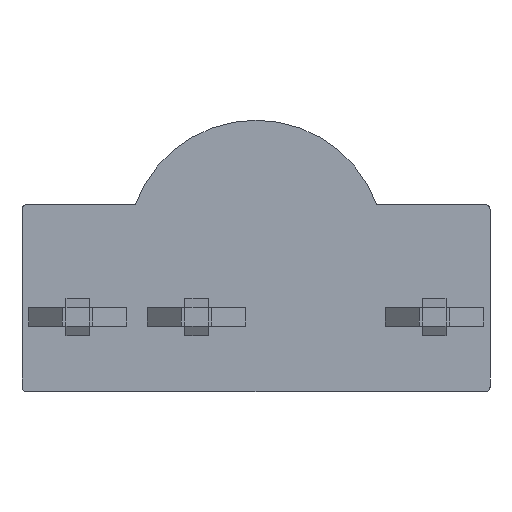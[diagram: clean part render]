
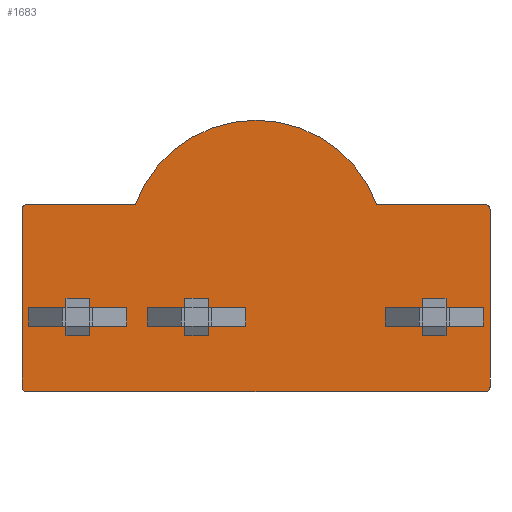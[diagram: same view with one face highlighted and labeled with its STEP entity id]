
A CAD part, front view. The second image highlights one B-rep face of the part: STEP entity #1683.
In plain terms, the highlighted planar face has unit normal (0, -1, 0).
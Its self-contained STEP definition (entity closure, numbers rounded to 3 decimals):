
#60 = DIRECTION ( 'NONE',  ( 0., 0., 1. ) ) ;
#80 = DIRECTION ( 'NONE',  ( 0., -1., 0. ) ) ;
#85 = VERTEX_POINT ( 'NONE', #484 ) ;
#102 = ORIENTED_EDGE ( 'NONE', *, *, #1159, .T. ) ;
#111 = CARTESIAN_POINT ( 'NONE',  ( -5., 18.2, 2.4 ) ) ;
#113 = ORIENTED_EDGE ( 'NONE', *, *, #722, .F. ) ;
#121 = CIRCLE ( 'NONE', #1623, 0.1 ) ;
#145 = CARTESIAN_POINT ( 'NONE',  ( -5., 18.2, 2.4 ) ) ;
#181 = CARTESIAN_POINT ( 'NONE',  ( -5., 18.2, 2.3 ) ) ;
#192 = CARTESIAN_POINT ( 'NONE',  ( 5., 18.2, 2.4 ) ) ;
#352 = LINE ( 'NONE', #760, #1872 ) ;
#354 = DIRECTION ( 'NONE',  ( 0., 0., -1. ) ) ;
#399 = VERTEX_POINT ( 'NONE', #181 ) ;
#456 = ORIENTED_EDGE ( 'NONE', *, *, #690, .F. ) ;
#457 = LINE ( 'NONE', #192, #2062 ) ;
#484 = CARTESIAN_POINT ( 'NONE',  ( -5., 18.2, -1.5 ) ) ;
#510 = ORIENTED_EDGE ( 'NONE', *, *, #2175, .T. ) ;
#541 = DIRECTION ( 'NONE',  ( 0., -1., 0. ) ) ;
#568 = EDGE_LOOP ( 'NONE', ( #456, #102, #113, #2084, #2046, #510, #1237, #1301, #1533, #1557 ) ) ;
#574 = AXIS2_PLACEMENT_3D ( 'NONE', #2453, #1360, #2266 ) ;
#632 = CARTESIAN_POINT ( 'NONE',  ( 4.9, 18.2, -1.5 ) ) ;
#634 = EDGE_CURVE ( 'NONE', #694, #399, #2198, .T. ) ;
#646 = VERTEX_POINT ( 'NONE', #2631 ) ;
#690 = EDGE_CURVE ( 'NONE', #929, #646, #1391, .T. ) ;
#693 = AXIS2_PLACEMENT_3D ( 'NONE', #111, #2480, #1806 ) ;
#694 = VERTEX_POINT ( 'NONE', #1365 ) ;
#696 = DIRECTION ( 'NONE',  ( 0., 0., 1. ) ) ;
#722 = EDGE_CURVE ( 'NONE', #694, #1950, #1887, .T. ) ;
#731 = CARTESIAN_POINT ( 'NONE',  ( -5., 18.2, 2.4 ) ) ;
#742 = CARTESIAN_POINT ( 'NONE',  ( 5., 18.2, -1.5 ) ) ;
#760 = CARTESIAN_POINT ( 'NONE',  ( -5., 18.2, 2.4 ) ) ;
#818 = VECTOR ( 'NONE', #1202, 1000. ) ;
#848 = EDGE_CURVE ( 'NONE', #2591, #1425, #2280, .T. ) ;
#866 = AXIS2_PLACEMENT_3D ( 'NONE', #1183, #541, #2494 ) ;
#917 = EDGE_CURVE ( 'NONE', #1425, #2103, #2542, .T. ) ;
#929 = VERTEX_POINT ( 'NONE', #1695 ) ;
#991 = DIRECTION ( 'NONE',  ( 1., 0., 0. ) ) ;
#992 = VECTOR ( 'NONE', #991, 1000. ) ;
#1038 = CIRCLE ( 'NONE', #574, 0.1 ) ;
#1135 = CARTESIAN_POINT ( 'NONE',  ( 4.9, 18.2, 2.3 ) ) ;
#1159 = EDGE_CURVE ( 'NONE', #929, #1950, #1473, .T. ) ;
#1183 = CARTESIAN_POINT ( 'NONE',  ( 0., 18.2, 1.45 ) ) ;
#1202 = DIRECTION ( 'NONE',  ( 1., 0., 0. ) ) ;
#1237 = ORIENTED_EDGE ( 'NONE', *, *, #848, .T. ) ;
#1301 = ORIENTED_EDGE ( 'NONE', *, *, #917, .T. ) ;
#1312 = EDGE_CURVE ( 'NONE', #2211, #2103, #457, .T. ) ;
#1360 = DIRECTION ( 'NONE',  ( 0., -1., 0. ) ) ;
#1365 = CARTESIAN_POINT ( 'NONE',  ( -4.9, 18.2, 2.4 ) ) ;
#1391 = LINE ( 'NONE', #731, #818 ) ;
#1425 = VERTEX_POINT ( 'NONE', #1463 ) ;
#1463 = CARTESIAN_POINT ( 'NONE',  ( 4.9, 18.2, -1.6 ) ) ;
#1471 = AXIS2_PLACEMENT_3D ( 'NONE', #632, #2328, #2585 ) ;
#1473 = CIRCLE ( 'NONE', #866, 2.75 ) ;
#1533 = ORIENTED_EDGE ( 'NONE', *, *, #1312, .F. ) ;
#1557 = ORIENTED_EDGE ( 'NONE', *, *, #1982, .T. ) ;
#1622 = CARTESIAN_POINT ( 'NONE',  ( -5., 18.2, -1.6 ) ) ;
#1623 = AXIS2_PLACEMENT_3D ( 'NONE', #1135, #2423, #696 ) ;
#1675 = DIRECTION ( 'NONE',  ( 0., 0., -1. ) ) ;
#1683 = ADVANCED_FACE ( 'NONE', ( #2268 ), #1817, .F. ) ;
#1695 = CARTESIAN_POINT ( 'NONE',  ( 2.581, 18.2, 2.4 ) ) ;
#1806 = DIRECTION ( 'NONE',  ( 0., 0., 1. ) ) ;
#1817 = PLANE ( 'NONE',  #693 ) ;
#1842 = DIRECTION ( 'NONE',  ( 1., 0., 0. ) ) ;
#1872 = VECTOR ( 'NONE', #354, 1000. ) ;
#1887 = LINE ( 'NONE', #145, #992 ) ;
#1950 = VERTEX_POINT ( 'NONE', #1978 ) ;
#1978 = CARTESIAN_POINT ( 'NONE',  ( -2.581, 18.2, 2.4 ) ) ;
#1982 = EDGE_CURVE ( 'NONE', #2211, #646, #121, .T. ) ;
#2046 = ORIENTED_EDGE ( 'NONE', *, *, #2286, .T. ) ;
#2062 = VECTOR ( 'NONE', #1675, 1000. ) ;
#2084 = ORIENTED_EDGE ( 'NONE', *, *, #634, .T. ) ;
#2103 = VERTEX_POINT ( 'NONE', #742 ) ;
#2175 = EDGE_CURVE ( 'NONE', #85, #2591, #1038, .T. ) ;
#2186 = CARTESIAN_POINT ( 'NONE',  ( -4.9, 18.2, -1.6 ) ) ;
#2198 = CIRCLE ( 'NONE', #2386, 0.1 ) ;
#2211 = VERTEX_POINT ( 'NONE', #2475 ) ;
#2266 = DIRECTION ( 'NONE',  ( 0., 0., 1. ) ) ;
#2268 = FACE_OUTER_BOUND ( 'NONE', #568, .T. ) ;
#2280 = LINE ( 'NONE', #1622, #2647 ) ;
#2286 = EDGE_CURVE ( 'NONE', #399, #85, #352, .T. ) ;
#2328 = DIRECTION ( 'NONE',  ( 0., -1., 0. ) ) ;
#2386 = AXIS2_PLACEMENT_3D ( 'NONE', #2434, #80, #60 ) ;
#2423 = DIRECTION ( 'NONE',  ( 0., -1., 0. ) ) ;
#2434 = CARTESIAN_POINT ( 'NONE',  ( -4.9, 18.2, 2.3 ) ) ;
#2453 = CARTESIAN_POINT ( 'NONE',  ( -4.9, 18.2, -1.5 ) ) ;
#2475 = CARTESIAN_POINT ( 'NONE',  ( 5., 18.2, 2.3 ) ) ;
#2480 = DIRECTION ( 'NONE',  ( 0., 1., 0. ) ) ;
#2494 = DIRECTION ( 'NONE',  ( 0., 0., -1. ) ) ;
#2542 = CIRCLE ( 'NONE', #1471, 0.1 ) ;
#2585 = DIRECTION ( 'NONE',  ( 0., 0., 1. ) ) ;
#2591 = VERTEX_POINT ( 'NONE', #2186 ) ;
#2631 = CARTESIAN_POINT ( 'NONE',  ( 4.9, 18.2, 2.4 ) ) ;
#2647 = VECTOR ( 'NONE', #1842, 1000. ) ;
